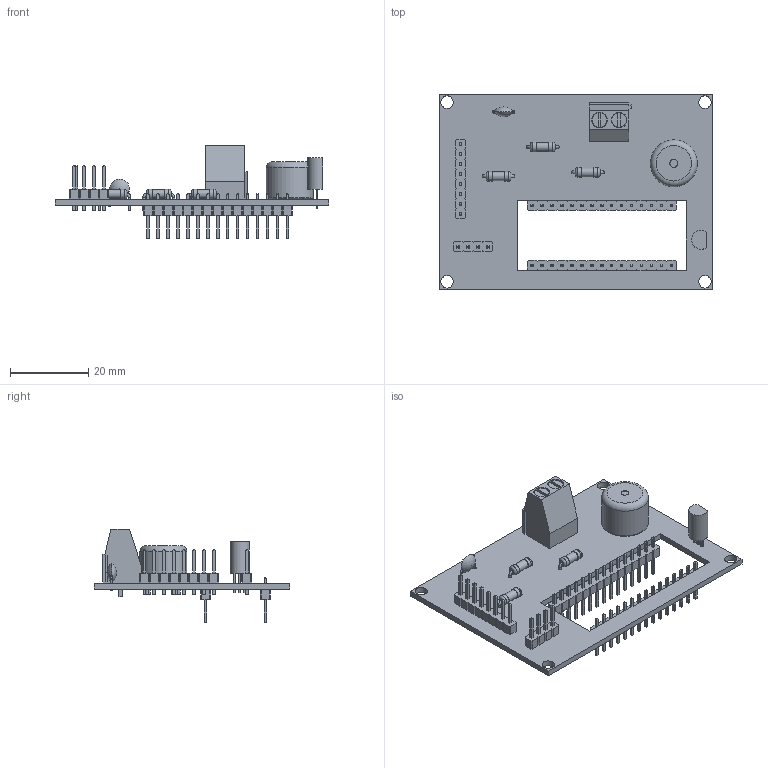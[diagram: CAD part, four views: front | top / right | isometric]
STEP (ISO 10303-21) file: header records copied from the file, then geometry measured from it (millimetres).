
FILE_DESCRIPTION(('KiCad electronic assembly'),'2;1');
FILE_NAME('main_Circuit-kicad_Circuit.STEP','2026-01-31T14:47:17',( 'Pcbnew'),('Kicad'),'Open CASCADE STEP processor 7.9', 'KiCad to STEP converter','Unknown');
FILE_SCHEMA(('AUTOMOTIVE_DESIGN { 1 0 10303 214 1 1 1 1 }'));
Length unit declared in the file: millimetre
Products named in the file (10): main_Circuit-kicad_Circuit 1; C_Disc_D5.0mm_W2.5mm_P5.00mm; R_Axial_DIN0207_L6.3mm_D2.5mm_P7.62mm_Horizontal; PinHeader_1x08_P2.54mm_Vertical; TerminalBlock_Phoenix_MKDS-1,5-2_1x02_P5.00mm_Horizontal; PinHeader_1x04_P2.54mm_Vertical; TO-92L_Inline; Buzzer_12x9.5RM7.6; PinHeader_1x15_P2.54mm_Vertical; kicadTest_PCB
Assembly tree (12 placements, depth 2):
  main_Circuit-kicad_Circuit 1
    C_Disc_D5.0mm_W2.5mm_P5.00mm
    R_Axial_DIN0207_L6.3mm_D2.5mm_P7.62mm_Horizontal  x3
    PinHeader_1x08_P2.54mm_Vertical
    TerminalBlock_Phoenix_MKDS-1,5-2_1x02_P5.00mm_Horizontal
    PinHeader_1x04_P2.54mm_Vertical
    TO-92L_Inline
    Buzzer_12x9.5RM7.6
    PinHeader_1x15_P2.54mm_Vertical  x2
    kicadTest_PCB
Bounding box: 70 x 50 x 24.02 mm (x, y, z)
Volume: 7183.4 mm3; surface area: 10562.9 mm2
Topology: 12 solids, 12 shells, 1241 faces, 2958 edges, 1845 vertices
Faces by surface type: plane 1154, cylinder 59, torus 16, bspline 8, revolution 2, sphere 2
Full cylindrical faces by diameter (mm): 0.5 x4, 0.6 x6, 0.75 x3, 0.8 x8, 0.9 x2, 1 x14, 1.3 x2, 2 x1, 2.25 x3, 2.5 x6, 3.2 x4, 3.8 x2, 4 x2, 12 x1
Entity records: 30382 total; most frequent: CARTESIAN_POINT 4733, ORIENTED_EDGE 4068, DIRECTION 3873, EDGE_CURVE 2034, LINE 1869, VECTOR 1869, VERTEX_POINT 1273, AXIS2_PLACEMENT_3D 1001
